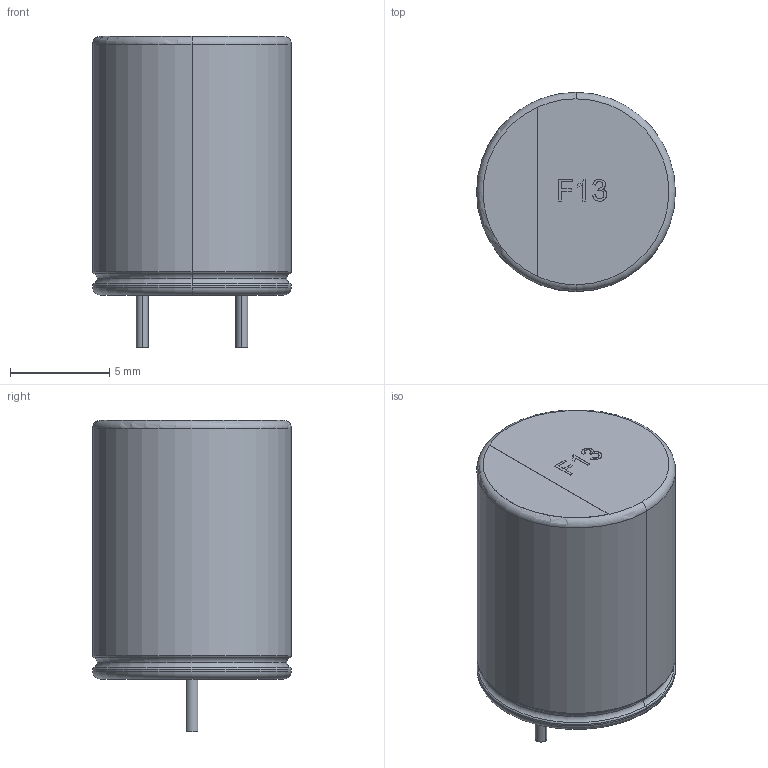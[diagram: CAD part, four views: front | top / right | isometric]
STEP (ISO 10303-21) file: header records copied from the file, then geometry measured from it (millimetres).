
FILE_DESCRIPTION (( 'STEP AP214' ), '1' );
FILE_NAME ('THD Capacitor Polar F13(10X13mm).STEP', '2019-06-13T11:41:39', ( '' ), ( '' ), 'SwSTEP 2.0', 'SolidWorks 2018', '' );
FILE_SCHEMA (( 'AUTOMOTIVE_DESIGN' ));
Length unit declared in the file: millimetre
Products named in the file (1): THD Capacitor Polar F13(10X13mm)
Bounding box: 10 x 10 x 15.66 mm (x, y, z)
Volume: 1015.8 mm3; surface area: 571.8 mm2
Topology: 1 solids, 1 shells, 79 faces, 197 edges, 126 vertices
Faces by surface type: plane 32, cylinder 19, bspline 16, torus 12
Entity records: 3956 total; most frequent: CARTESIAN_POINT 1323, ORIENTED_EDGE 394, DIRECTION 354, EDGE_CURVE 197, VERTEX_POINT 126, AXIS2_PLACEMENT_3D 125, LINE 104, VECTOR 104
